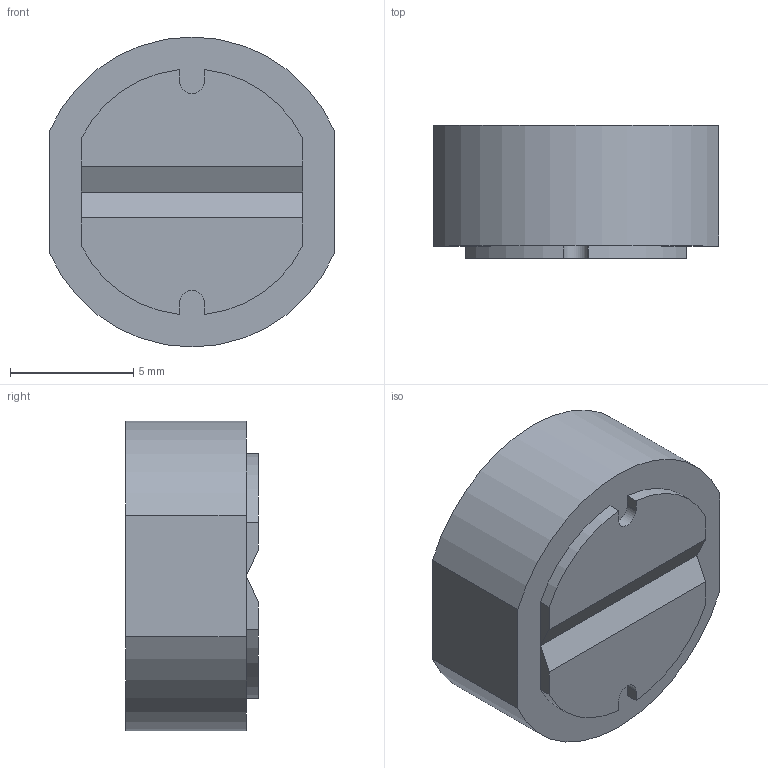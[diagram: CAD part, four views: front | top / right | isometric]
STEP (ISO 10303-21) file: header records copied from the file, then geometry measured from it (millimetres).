
FILE_DESCRIPTION((''),'2;1');
FILE_NAME('PM125S','2012-08-14T',('ryans'),('Bourns, Inc.'),'PRO/ENGINEER BY PARAMETRIC TECHNOLOGY CORPORATION, 2010100','PRO/ENGINEER BY PARAMETRIC TECHNOLOGY CORPORATION, 2010100','');
FILE_SCHEMA(('CONFIG_CONTROL_DESIGN'));
Length unit declared in the file: millimetre
Products named in the file (1): PM125S
Bounding box: 11.6 x 5.4 x 12.6 mm (x, y, z)
Volume: 627 mm3; surface area: 453.5 mm2
Topology: 1 solids, 1 shells, 24 faces, 59 edges, 38 vertices
Faces by surface type: plane 16, cylinder 8
Entity records: 745 total; most frequent: DIRECTION 123, CARTESIAN_POINT 121, ORIENTED_EDGE 118, EDGE_CURVE 59, VECTOR 43, LINE 43, AXIS2_PLACEMENT_3D 40, VERTEX_POINT 38
